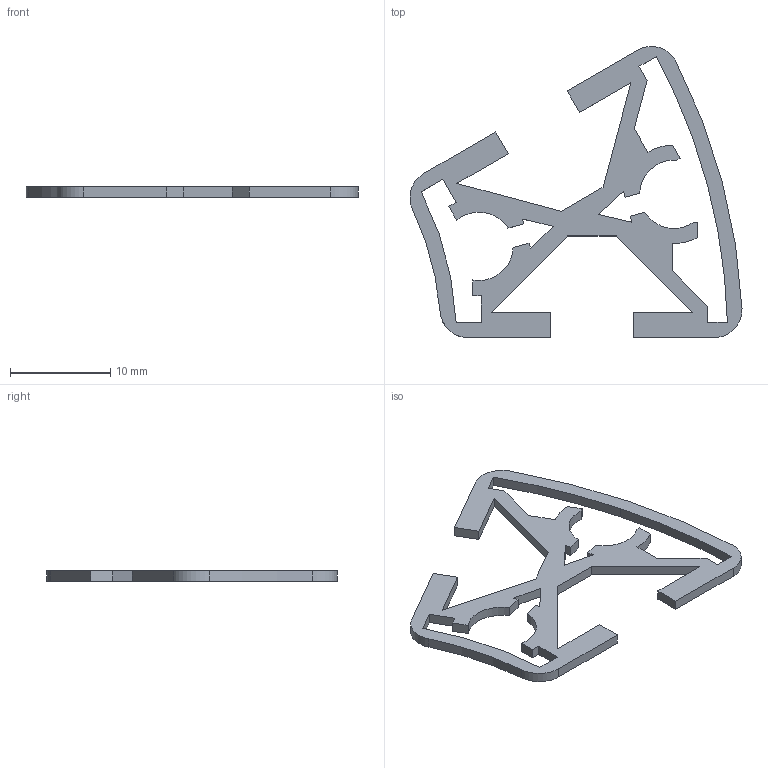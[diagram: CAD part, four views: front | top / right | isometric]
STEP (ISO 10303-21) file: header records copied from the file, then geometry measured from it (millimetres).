
FILE_DESCRIPTION((''),'2;1');
FILE_NAME('SP166_extern.ipt.step','2007-09-10T15:09:16',(''),(''),'Autodesk Inventor 11','Autodesk Inventor 11','');
FILE_SCHEMA(('AUTOMOTIVE_DESIGN { 1 0 10303 214 1 1 1 1 }'));
Length unit declared in the file: millimetre
Products named in the file (1): SP166_extern
Bounding box: 33.04 x 28.96 x 1 mm (x, y, z)
Volume: 287.6 mm3; surface area: 879.8 mm2
Topology: 1 solids, 1 shells, 67 faces, 195 edges, 130 vertices
Faces by surface type: plane 52, cylinder 15
Entity records: 2230 total; most frequent: CARTESIAN_POINT 393, ORIENTED_EDGE 390, DIRECTION 361, EDGE_CURVE 195, VECTOR 165, LINE 165, VERTEX_POINT 130, AXIS2_PLACEMENT_3D 98
